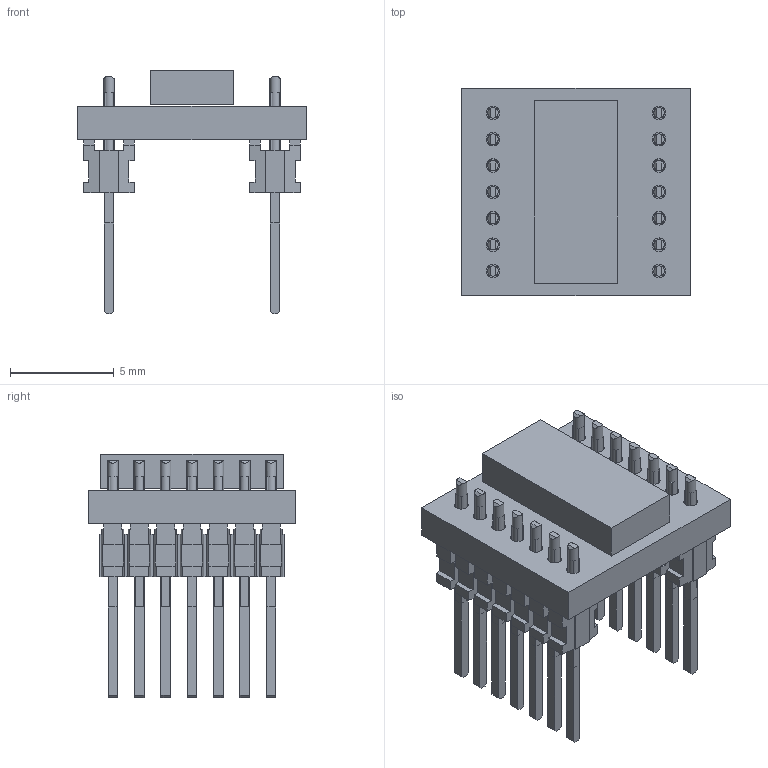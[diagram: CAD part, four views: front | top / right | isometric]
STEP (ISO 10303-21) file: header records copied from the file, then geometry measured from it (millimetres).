
FILE_DESCRIPTION(('Open CASCADE Model'),'2;1');
FILE_NAME('Open CASCADE Shape Model','2023-05-12T09:25:38',('Author'),( 'Open CASCADE'),'Open CASCADE STEP processor 6.8','Open CASCADE 6.8' ,'Unknown');
FILE_SCHEMA(('AUTOMOTIVE_DESIGN { 1 0 10303 214 1 1 1 1 }'));
Length unit declared in the file: millimetre
Products named in the file (13): PCB; Board; Open CASCADE STEP translator 6.8 3.1.1; Q1; 5502449072; Extruded; J2; TMS-107-01-L-S; T-1M6-07-01-S; TMS-107-S_header; 5502447952; J1
Assembly tree (26 placements, depth 4):
  PCB
    Board
      Open CASCADE STEP translator 6.8 3.1.1
    Q1
      5502449072
        Extruded
    J2
      TMS-107-01-L-S
        T-1M6-07-01-S
        TMS-107-S_header
      5502447952  x7
        Extruded
    J1
      TMS-107-01-L-S
        T-1M6-07-01-S
        TMS-107-S_header
      5502447952  x7
        Extruded
Bounding box: 11 x 10 x 11.74 mm (x, y, z)
Volume: 350.5 mm3; surface area: 1207.1 mm2
Topology: 20 solids, 20 shells, 740 faces, 2056 edges, 1368 vertices
Faces by surface type: plane 712, cylinder 28
Full cylindrical faces by diameter (mm): 0.508 x14, 0.65 x14
Entity records: 11583 total; most frequent: CARTESIAN_POINT 2028, ORIENTED_EDGE 1978, DIRECTION 1800, EDGE_CURVE 989, LINE 912, VECTOR 912, VERTEX_POINT 658, AXIS2_PLACEMENT_3D 444
